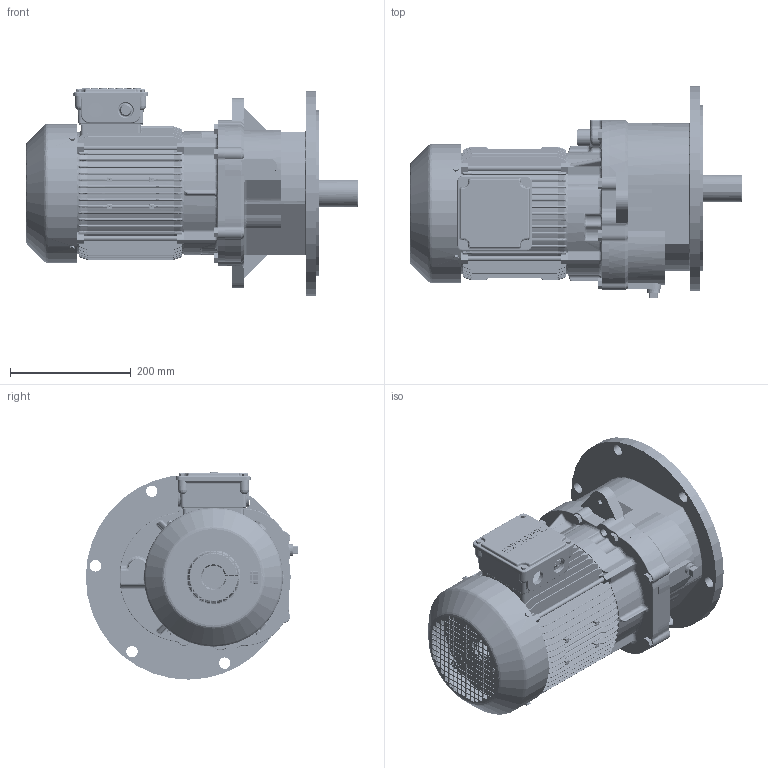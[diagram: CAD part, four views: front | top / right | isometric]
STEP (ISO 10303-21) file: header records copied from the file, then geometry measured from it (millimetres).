
FILE_DESCRIPTION (( 'STEP AP214' ), '1' );
FILE_NAME ('EK2DO100767H0001_F1VA17_3.7KW_R5~20_CUSTOMER.stp', '2024-03-14T09:00:11', ( 'admin' ), ( '' ), 'SwSTEP 2.0', 'SolidWorks 2022', '' );
FILE_SCHEMA (( 'AUTOMOTIVE_DESIGN' ));
Length unit declared in the file: millimetre
Products named in the file (1): EK2DO100767H0001_F1VA17_3.7KW_R5~20_CUSTOMER
Bounding box: 551 x 352.52 x 344 mm (x, y, z)
Volume: 7266410.7 mm3; surface area: 1593905.5 mm2
Topology: 31 solids, 31 shells, 8902 faces, 22461 edges, 13580 vertices
Faces by surface type: bspline 3290, cylinder 3078, plane 2041, cone 379, torus 114
Entity records: 453528 total; most frequent: CARTESIAN_POINT 160936, ORIENTED_EDGE 44526, DIRECTION 35788, EDGE_CURVE 22263, VERTEX_POINT 13580, AXIS2_PLACEMENT_3D 13448, EDGE_LOOP 9533, UNCERTAINTY_MEASURE_WITH_UNIT 8935
